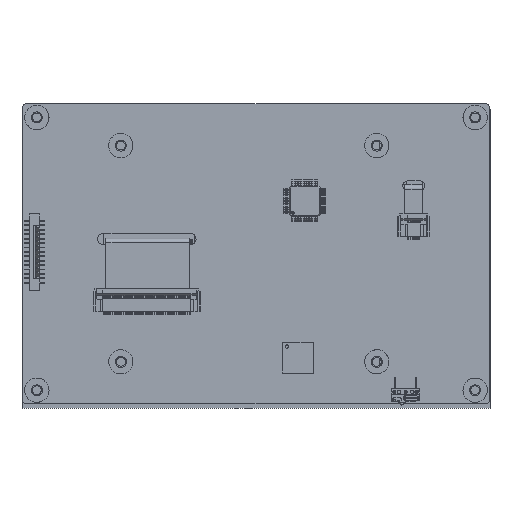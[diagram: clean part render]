
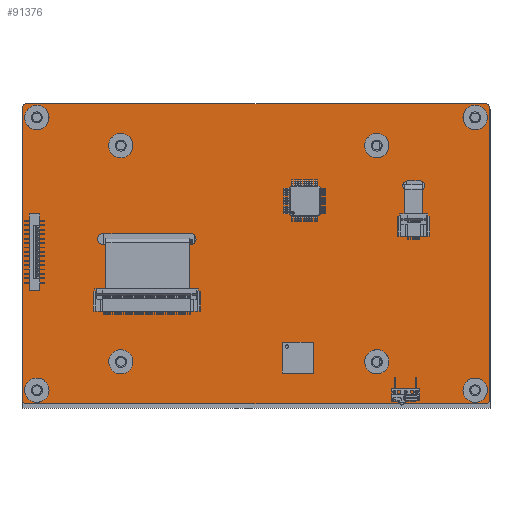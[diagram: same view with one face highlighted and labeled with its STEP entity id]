
A CAD part, top view. The second image highlights one B-rep face of the part: STEP entity #91376.
In plain terms, the highlighted planar face has unit normal (0, 0, 1).
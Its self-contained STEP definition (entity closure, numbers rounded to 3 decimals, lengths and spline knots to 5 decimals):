
#3203=FACE_BOUND('',#35132,.T.);
#3204=FACE_BOUND('',#35133,.T.);
#3205=FACE_BOUND('',#35134,.T.);
#3206=FACE_BOUND('',#35135,.T.);
#3207=FACE_BOUND('',#35136,.T.);
#3208=FACE_BOUND('',#35137,.T.);
#3209=FACE_BOUND('',#35138,.T.);
#3210=FACE_BOUND('',#35139,.T.);
#3211=FACE_BOUND('',#35140,.T.);
#3212=FACE_BOUND('',#35141,.T.);
#3379=LINE('',#128549,#14884);
#3380=LINE('',#128553,#14885);
#3381=LINE('',#128557,#14886);
#3382=LINE('',#128561,#14887);
#3383=LINE('',#128575,#14888);
#3384=LINE('',#128578,#14889);
#3385=LINE('',#128583,#14890);
#3386=LINE('',#128586,#14891);
#14884=VECTOR('',#105185,0.066);
#14885=VECTOR('',#105188,0.104);
#14886=VECTOR('',#105191,0.066);
#14887=VECTOR('',#105194,0.104);
#14888=VECTOR('',#105207,0.00292);
#14889=VECTOR('',#105210,0.00292);
#14890=VECTOR('',#105213,0.01984);
#14891=VECTOR('',#105216,0.01984);
#30908=FACE_OUTER_BOUND('',#35131,.T.);
#35131=EDGE_LOOP('',(#62791,#62792,#62793,#62794,#62795,#62796,#62797,#62798));
#35132=EDGE_LOOP('',(#62799));
#35133=EDGE_LOOP('',(#62800));
#35134=EDGE_LOOP('',(#62801));
#35135=EDGE_LOOP('',(#62802));
#35136=EDGE_LOOP('',(#62803,#62804,#62805,#62806));
#35137=EDGE_LOOP('',(#62807,#62808,#62809,#62810));
#35138=EDGE_LOOP('',(#62811));
#35139=EDGE_LOOP('',(#62812));
#35140=EDGE_LOOP('',(#62813));
#35141=EDGE_LOOP('',(#62814));
#39530=CIRCLE('',#99247,0.001);
#39531=CIRCLE('',#99248,0.001);
#39532=CIRCLE('',#99249,0.001);
#39533=CIRCLE('',#99250,0.001);
#39534=CIRCLE('',#99251,0.00275);
#39535=CIRCLE('',#99252,0.00275);
#39536=CIRCLE('',#99253,0.00275);
#39537=CIRCLE('',#99254,0.00275);
#39538=CIRCLE('',#99255,0.00104);
#39539=CIRCLE('',#99256,0.00104);
#39540=CIRCLE('',#99257,0.00125);
#39541=CIRCLE('',#99258,0.00125);
#39542=CIRCLE('',#99259,0.00275);
#39543=CIRCLE('',#99260,0.00275);
#39544=CIRCLE('',#99261,0.00275);
#39545=CIRCLE('',#99262,0.00275);
#40724=VERTEX_POINT('',#128547);
#40725=VERTEX_POINT('',#128548);
#40726=VERTEX_POINT('',#128550);
#40727=VERTEX_POINT('',#128552);
#40728=VERTEX_POINT('',#128554);
#40729=VERTEX_POINT('',#128556);
#40730=VERTEX_POINT('',#128558);
#40731=VERTEX_POINT('',#128560);
#40732=VERTEX_POINT('',#128563);
#40733=VERTEX_POINT('',#128565);
#40734=VERTEX_POINT('',#128567);
#40735=VERTEX_POINT('',#128569);
#40736=VERTEX_POINT('',#128571);
#40737=VERTEX_POINT('',#128572);
#40738=VERTEX_POINT('',#128574);
#40739=VERTEX_POINT('',#128576);
#40740=VERTEX_POINT('',#128579);
#40741=VERTEX_POINT('',#128580);
#40742=VERTEX_POINT('',#128582);
#40743=VERTEX_POINT('',#128584);
#40744=VERTEX_POINT('',#128587);
#40745=VERTEX_POINT('',#128589);
#40746=VERTEX_POINT('',#128591);
#40747=VERTEX_POINT('',#128593);
#49635=EDGE_CURVE('',#40724,#40725,#3379,.T.);
#49636=EDGE_CURVE('',#40725,#40726,#39530,.T.);
#49637=EDGE_CURVE('',#40726,#40727,#3380,.T.);
#49638=EDGE_CURVE('',#40727,#40728,#39531,.T.);
#49639=EDGE_CURVE('',#40728,#40729,#3381,.T.);
#49640=EDGE_CURVE('',#40729,#40730,#39532,.T.);
#49641=EDGE_CURVE('',#40730,#40731,#3382,.T.);
#49642=EDGE_CURVE('',#40731,#40724,#39533,.T.);
#49643=EDGE_CURVE('',#40732,#40732,#39534,.F.);
#49644=EDGE_CURVE('',#40733,#40733,#39535,.F.);
#49645=EDGE_CURVE('',#40734,#40734,#39536,.F.);
#49646=EDGE_CURVE('',#40735,#40735,#39537,.F.);
#49647=EDGE_CURVE('',#40736,#40737,#39538,.T.);
#49648=EDGE_CURVE('',#40738,#40736,#3383,.T.);
#49649=EDGE_CURVE('',#40739,#40738,#39539,.T.);
#49650=EDGE_CURVE('',#40737,#40739,#3384,.T.);
#49651=EDGE_CURVE('',#40740,#40741,#39540,.T.);
#49652=EDGE_CURVE('',#40742,#40740,#3385,.T.);
#49653=EDGE_CURVE('',#40743,#40742,#39541,.T.);
#49654=EDGE_CURVE('',#40741,#40743,#3386,.T.);
#49655=EDGE_CURVE('',#40744,#40744,#39542,.F.);
#49656=EDGE_CURVE('',#40745,#40745,#39543,.F.);
#49657=EDGE_CURVE('',#40746,#40746,#39544,.F.);
#49658=EDGE_CURVE('',#40747,#40747,#39545,.F.);
#62791=ORIENTED_EDGE('',*,*,#49635,.T.);
#62792=ORIENTED_EDGE('',*,*,#49636,.T.);
#62793=ORIENTED_EDGE('',*,*,#49637,.T.);
#62794=ORIENTED_EDGE('',*,*,#49638,.T.);
#62795=ORIENTED_EDGE('',*,*,#49639,.T.);
#62796=ORIENTED_EDGE('',*,*,#49640,.T.);
#62797=ORIENTED_EDGE('',*,*,#49641,.T.);
#62798=ORIENTED_EDGE('',*,*,#49642,.T.);
#62799=ORIENTED_EDGE('',*,*,#49643,.T.);
#62800=ORIENTED_EDGE('',*,*,#49644,.T.);
#62801=ORIENTED_EDGE('',*,*,#49645,.T.);
#62802=ORIENTED_EDGE('',*,*,#49646,.T.);
#62803=ORIENTED_EDGE('',*,*,#49647,.F.);
#62804=ORIENTED_EDGE('',*,*,#49648,.F.);
#62805=ORIENTED_EDGE('',*,*,#49649,.F.);
#62806=ORIENTED_EDGE('',*,*,#49650,.F.);
#62807=ORIENTED_EDGE('',*,*,#49651,.F.);
#62808=ORIENTED_EDGE('',*,*,#49652,.F.);
#62809=ORIENTED_EDGE('',*,*,#49653,.F.);
#62810=ORIENTED_EDGE('',*,*,#49654,.F.);
#62811=ORIENTED_EDGE('',*,*,#49655,.T.);
#62812=ORIENTED_EDGE('',*,*,#49656,.T.);
#62813=ORIENTED_EDGE('',*,*,#49657,.T.);
#62814=ORIENTED_EDGE('',*,*,#49658,.T.);
#87907=PLANE('',#99246);
#91376=ADVANCED_FACE('',(#30908,#3203,#3204,#3205,#3206,#3207,#3208,#3209,
#3210,#3211,#3212),#87907,.T.);
#99246=AXIS2_PLACEMENT_3D('',#128546,#105183,#105184);
#99247=AXIS2_PLACEMENT_3D('',#128551,#105186,#105187);
#99248=AXIS2_PLACEMENT_3D('',#128555,#105189,#105190);
#99249=AXIS2_PLACEMENT_3D('',#128559,#105192,#105193);
#99250=AXIS2_PLACEMENT_3D('',#128562,#105195,#105196);
#99251=AXIS2_PLACEMENT_3D('',#128564,#105197,#105198);
#99252=AXIS2_PLACEMENT_3D('',#128566,#105199,#105200);
#99253=AXIS2_PLACEMENT_3D('',#128568,#105201,#105202);
#99254=AXIS2_PLACEMENT_3D('',#128570,#105203,#105204);
#99255=AXIS2_PLACEMENT_3D('',#128573,#105205,#105206);
#99256=AXIS2_PLACEMENT_3D('',#128577,#105208,#105209);
#99257=AXIS2_PLACEMENT_3D('',#128581,#105211,#105212);
#99258=AXIS2_PLACEMENT_3D('',#128585,#105214,#105215);
#99259=AXIS2_PLACEMENT_3D('',#128588,#105217,#105218);
#99260=AXIS2_PLACEMENT_3D('',#128590,#105219,#105220);
#99261=AXIS2_PLACEMENT_3D('',#128592,#105221,#105222);
#99262=AXIS2_PLACEMENT_3D('',#128594,#105223,#105224);
#105183=DIRECTION('center_axis',(0.,0.,1.));
#105184=DIRECTION('ref_axis',(1.,0.,0.));
#105185=DIRECTION('',(0.,1.,0.));
#105186=DIRECTION('center_axis',(0.,0.,1.));
#105187=DIRECTION('ref_axis',(1.,0.,0.));
#105188=DIRECTION('',(-1.,0.,0.));
#105189=DIRECTION('center_axis',(0.,0.,1.));
#105190=DIRECTION('ref_axis',(1.,0.,0.));
#105191=DIRECTION('',(0.,-1.,0.));
#105192=DIRECTION('center_axis',(0.,0.,1.));
#105193=DIRECTION('ref_axis',(1.,0.,0.));
#105194=DIRECTION('',(1.,0.,0.));
#105195=DIRECTION('center_axis',(0.,0.,1.));
#105196=DIRECTION('ref_axis',(1.,0.,0.));
#105197=DIRECTION('center_axis',(0.,0.,1.));
#105198=DIRECTION('ref_axis',(1.,0.,0.));
#105199=DIRECTION('center_axis',(0.,0.,1.));
#105200=DIRECTION('ref_axis',(1.,0.,0.));
#105201=DIRECTION('center_axis',(0.,0.,1.));
#105202=DIRECTION('ref_axis',(1.,0.,0.));
#105203=DIRECTION('center_axis',(0.,0.,1.));
#105204=DIRECTION('ref_axis',(1.,0.,0.));
#105205=DIRECTION('center_axis',(0.,0.,1.));
#105206=DIRECTION('ref_axis',(1.,0.,0.));
#105207=DIRECTION('',(-1.,0.,0.));
#105208=DIRECTION('center_axis',(0.,0.,1.));
#105209=DIRECTION('ref_axis',(1.,0.,0.));
#105210=DIRECTION('',(1.,0.,0.));
#105211=DIRECTION('center_axis',(0.,0.,1.));
#105212=DIRECTION('ref_axis',(1.,0.,0.));
#105213=DIRECTION('',(1.,0.,0.));
#105214=DIRECTION('center_axis',(0.,0.,1.));
#105215=DIRECTION('ref_axis',(1.,0.,0.));
#105216=DIRECTION('',(-1.,0.,0.));
#105217=DIRECTION('center_axis',(0.,0.,1.));
#105218=DIRECTION('ref_axis',(1.,0.,0.));
#105219=DIRECTION('center_axis',(0.,0.,1.));
#105220=DIRECTION('ref_axis',(1.,0.,0.));
#105221=DIRECTION('center_axis',(0.,0.,1.));
#105222=DIRECTION('ref_axis',(1.,0.,0.));
#105223=DIRECTION('center_axis',(0.,0.,1.));
#105224=DIRECTION('ref_axis',(1.,0.,0.));
#128546=CARTESIAN_POINT('Origin',(0.,0.,0.0016));
#128547=CARTESIAN_POINT('',(0.053,-0.033,0.0016));
#128548=CARTESIAN_POINT('',(0.053,0.033,0.0016));
#128549=CARTESIAN_POINT('',(0.053,-0.033,0.0016));
#128550=CARTESIAN_POINT('',(0.052,0.034,0.0016));
#128551=CARTESIAN_POINT('Origin',(0.052,0.033,0.0016));
#128552=CARTESIAN_POINT('',(-0.052,0.034,0.0016));
#128553=CARTESIAN_POINT('',(0.052,0.034,0.0016));
#128554=CARTESIAN_POINT('',(-0.053,0.033,0.0016));
#128555=CARTESIAN_POINT('Origin',(-0.052,0.033,0.0016));
#128556=CARTESIAN_POINT('',(-0.053,-0.033,0.0016));
#128557=CARTESIAN_POINT('',(-0.053,0.033,0.0016));
#128558=CARTESIAN_POINT('',(-0.052,-0.034,0.0016));
#128559=CARTESIAN_POINT('Origin',(-0.052,-0.033,0.0016));
#128560=CARTESIAN_POINT('',(0.052,-0.034,0.0016));
#128561=CARTESIAN_POINT('',(-0.052,-0.034,0.0016));
#128562=CARTESIAN_POINT('Origin',(0.052,-0.033,0.0016));
#128563=CARTESIAN_POINT('',(-0.02787,0.02454,0.0016));
#128564=CARTESIAN_POINT('Origin',(-0.03062,0.02454,0.0016));
#128565=CARTESIAN_POINT('',(0.0524,0.0309,0.0016));
#128566=CARTESIAN_POINT('Origin',(0.04965,0.0309,0.0016));
#128567=CARTESIAN_POINT('',(0.03013,-0.02446,0.0016));
#128568=CARTESIAN_POINT('Origin',(0.02738,-0.02446,0.0016));
#128569=CARTESIAN_POINT('',(-0.0469,-0.0309,0.0016));
#128570=CARTESIAN_POINT('Origin',(-0.04965,-0.0309,0.0016));
#128571=CARTESIAN_POINT('',(0.03431,0.01652,0.0016));
#128572=CARTESIAN_POINT('',(0.03431,0.01444,0.0016));
#128573=CARTESIAN_POINT('Origin',(0.03431,0.01548,0.0016));
#128574=CARTESIAN_POINT('',(0.03723,0.01652,0.0016));
#128575=CARTESIAN_POINT('',(0.03723,0.01652,0.0016));
#128576=CARTESIAN_POINT('',(0.03723,0.01444,0.0016));
#128577=CARTESIAN_POINT('Origin',(0.03723,0.01548,0.0016));
#128578=CARTESIAN_POINT('',(0.03431,0.01444,0.0016));
#128579=CARTESIAN_POINT('',(-0.01484,0.0021,0.0016));
#128580=CARTESIAN_POINT('',(-0.01484,0.0046,0.0016));
#128581=CARTESIAN_POINT('Origin',(-0.01484,0.00335,0.0016));
#128582=CARTESIAN_POINT('',(-0.03468,0.0021,0.0016));
#128583=CARTESIAN_POINT('',(-0.03468,0.0021,0.0016));
#128584=CARTESIAN_POINT('',(-0.03468,0.0046,0.0016));
#128585=CARTESIAN_POINT('Origin',(-0.03468,0.00335,0.0016));
#128586=CARTESIAN_POINT('',(-0.01484,0.0046,0.0016));
#128587=CARTESIAN_POINT('',(0.0524,-0.0309,0.0016));
#128588=CARTESIAN_POINT('Origin',(0.04965,-0.0309,0.0016));
#128589=CARTESIAN_POINT('',(-0.02787,-0.02446,0.0016));
#128590=CARTESIAN_POINT('Origin',(-0.03062,-0.02446,0.0016));
#128591=CARTESIAN_POINT('',(0.03013,0.02454,0.0016));
#128592=CARTESIAN_POINT('Origin',(0.02738,0.02454,0.0016));
#128593=CARTESIAN_POINT('',(-0.0469,0.0309,0.0016));
#128594=CARTESIAN_POINT('Origin',(-0.04965,0.0309,0.0016));
